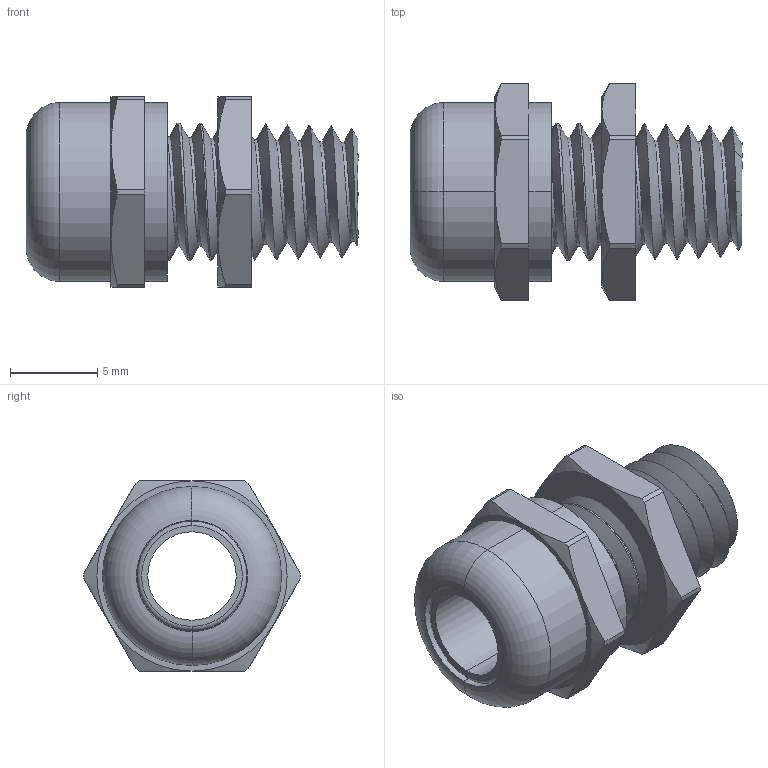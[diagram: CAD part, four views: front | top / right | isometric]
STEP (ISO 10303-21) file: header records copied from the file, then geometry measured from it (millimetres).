
FILE_DESCRIPTION (( 'STEP AP203' ), '1' );
FILE_NAME ('8183K6.step', '2015-04-17T14:28:47', ( '' ), ( '' ), 'SwSTEP 2.0', 'SolidWorks 2010', '' );
FILE_SCHEMA (( 'CONFIG_CONTROL_DESIGN' ));
Length unit declared in the file: inch
Products named in the file (1): 8183K6
Bounding box: 19.05 x 12.45 x 10.92 mm (x, y, z)
Volume: 799.4 mm3; surface area: 1497.8 mm2
Topology: 2 solids, 2 shells, 88 faces, 217 edges, 138 vertices
Faces by surface type: cylinder 39, plane 25, cone 17, torus 4, bspline 3
Entity records: 5746 total; most frequent: CARTESIAN_POINT 3625, ORIENTED_EDGE 434, DIRECTION 415, EDGE_CURVE 217, AXIS2_PLACEMENT_3D 174, VERTEX_POINT 138, EDGE_LOOP 99, CIRCLE 88
